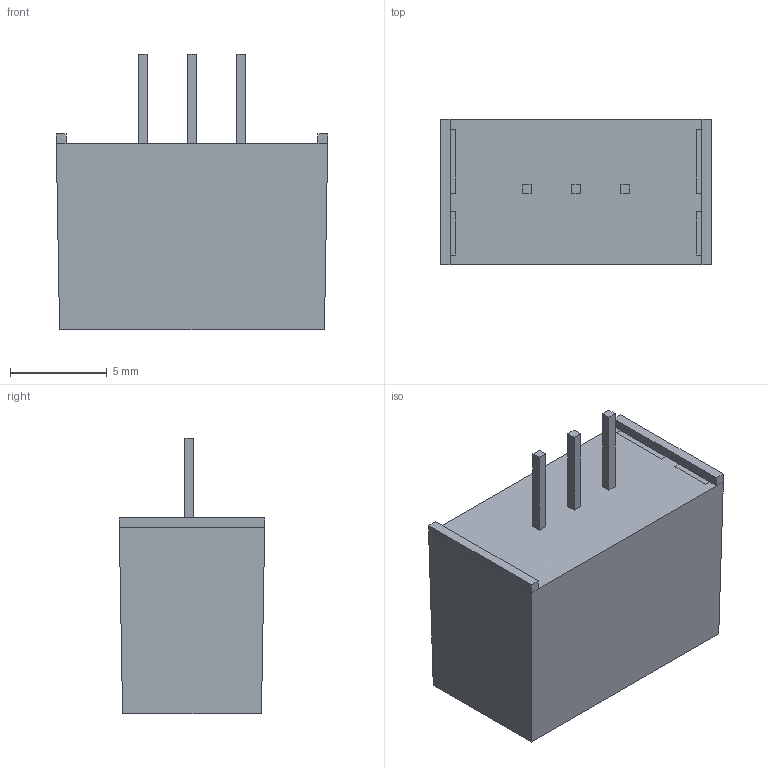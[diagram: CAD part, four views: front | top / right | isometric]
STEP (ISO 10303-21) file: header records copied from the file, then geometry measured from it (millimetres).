
FILE_DESCRIPTION (( 'STEP AP203' ), '1' );
FILE_NAME ('tsr2.STEP', '2017-04-12T05:58:32', ( '' ), ( '' ), 'SwSTEP 2.0', 'SolidWorks 2013', '' );
FILE_SCHEMA (( 'CONFIG_CONTROL_DESIGN' ));
Length unit declared in the file: millimetre
Products named in the file (1): tsr2
Bounding box: 14 x 7.5 x 14.2 mm (x, y, z)
Volume: 357.9 mm3; surface area: 1119 mm2
Topology: 1 solids, 2 shells, 57 faces, 138 edges, 88 vertices
Faces by surface type: plane 57
Entity records: 1699 total; most frequent: CARTESIAN_POINT 308, ORIENTED_EDGE 276, DIRECTION 246, EDGE_CURVE 138, VECTOR 130, LINE 130, VERTEX_POINT 88, EDGE_LOOP 60
